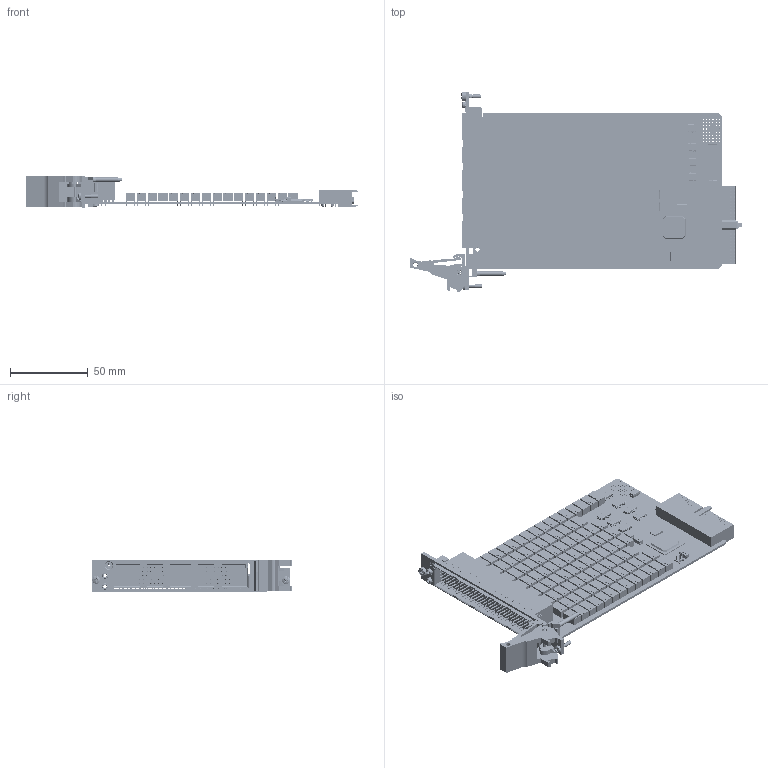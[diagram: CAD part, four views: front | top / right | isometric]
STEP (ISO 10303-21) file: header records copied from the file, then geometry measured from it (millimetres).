
FILE_DESCRIPTION (( 'STEP AP214' ), '1' );
FILE_NAME ('40-612-002 Very Hi-Den Versatile MUX.STEP', '2013-09-03T15:01:38', ( 'admin' ), ( '' ), 'SwSTEP 2.0', 'SolidWorks 2012', '' );
FILE_SCHEMA (( 'AUTOMOTIVE_DESIGN' ));
Length unit declared in the file: millimetre
Products named in the file (1): 40-612-002 Very Hi-Den Versatile MUX
Bounding box: 214.01 x 129.41 x 20 mm (x, y, z)
Surface area: 91908.9 mm2 (no closed solid volume)
Topology: 0 solids, 1599 shells, 7149 faces, 29653 edges, 22963 vertices
Faces by surface type: plane 4978, cylinder 2135, cone 21, torus 6, sphere 5, bspline 4
Full cylindrical faces by diameter (mm): 0.4 x840, 0.6 x110, 0.747 x412, 0.752 x198, 1.097 x109, 1.496 x2, 2 x5, 2.05 x3, 2.5 x4, 2.6 x1, 2.7 x1, 2.799 x1, 2.8 x1, 3 x3, 4 x2, 4.1 x2, 4.594 x1, 4.603 x1, 4.7 x1, 5 x4, 5.3 x1, 6 x1
Entity records: 382711 total; most frequent: CARTESIAN_POINT 65030, DIRECTION 48683, ORIENTED_EDGE 38194, EDGE_CURVE 27809, VERTEX_POINT 22845, LINE 20257, VECTOR 20257, AXIS2_PLACEMENT_3D 14213
